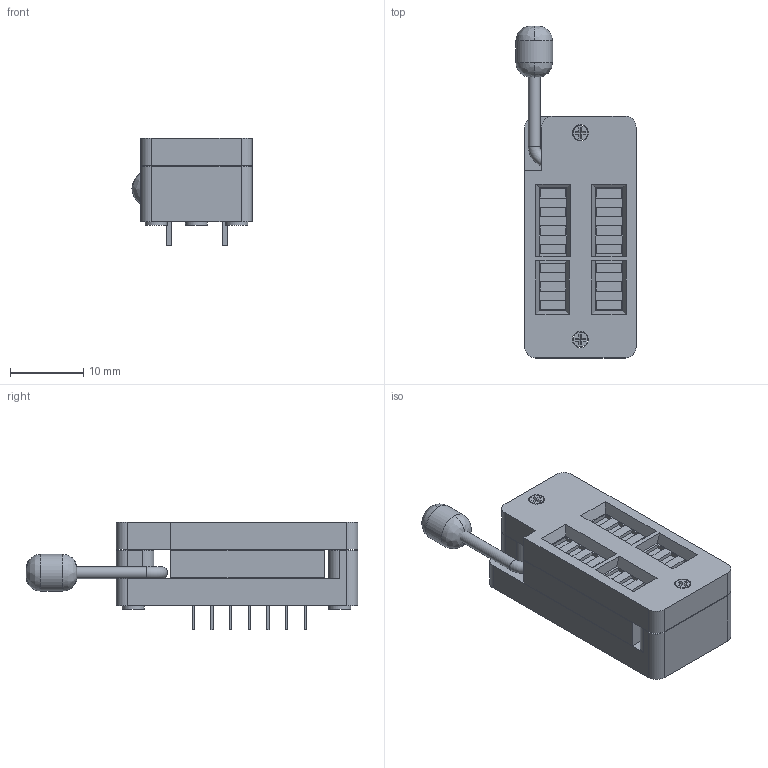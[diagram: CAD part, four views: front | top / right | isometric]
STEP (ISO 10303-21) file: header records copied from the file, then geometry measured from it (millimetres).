
FILE_DESCRIPTION(/* description */ (''),/* implementation_level */ '2;1');
FILE_NAME(/* name */ '3M_214-3339-00-0602J.stp',/* time_stamp */ '2016-12-20T16:16:54+01:00',/* author */ ('jchouvet'),/* organization */ (''),/* preprocessor_version */ 'ST-DEVELOPER v16.1',/* originating_system */ 'AutoCAD Mechanical',/* authorisation */ '');
FILE_SCHEMA (('AUTOMOTIVE_DESIGN { 1 0 10303 214 3 1 1 }'));
Length unit declared in the file: millimetre
Products named in the file (1): Product
Bounding box: 16.4 x 45.3 x 14.69 mm (x, y, z)
Volume: 5316.6 mm3; surface area: 5583.9 mm2
Topology: 29 solids, 29 shells, 262 faces, 624 edges, 411 vertices
Faces by surface type: plane 226, cylinder 31, bspline 4, torus 1
Full cylindrical faces by diameter (mm): 1.6 x2, 2 x2, 2.2 x7, 3 x6, 5 x1
Entity records: 7590 total; most frequent: CARTESIAN_POINT 1457, ORIENTED_EDGE 1200, DIRECTION 1190, EDGE_CURVE 600, LINE 528, VECTOR 528, VERTEX_POINT 406, AXIS2_PLACEMENT_3D 331
